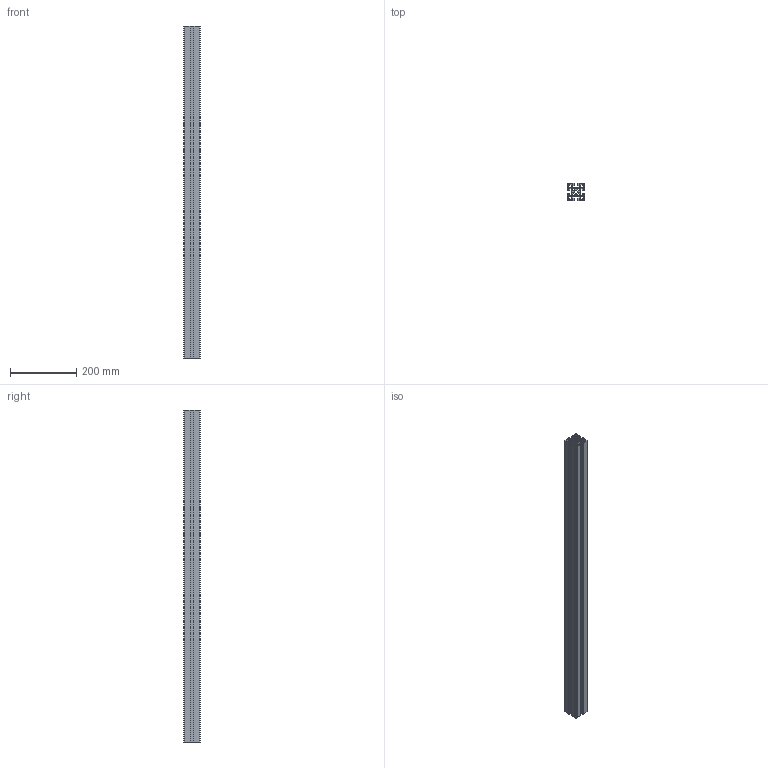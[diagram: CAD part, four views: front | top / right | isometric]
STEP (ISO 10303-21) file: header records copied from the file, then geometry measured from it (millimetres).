
FILE_DESCRIPTION(/* description */ (''),/* implementation_level */ '2;1');
FILE_NAME(/* name */ '81400_KriTec_Profil_10_50x50.stp',/* time_stamp */ '2016-06-28T17:09:33+02:00',/* author */ ('kostic'),/* organization */ (''),/* preprocessor_version */ 'ST-DEVELOPER v16.1',/* originating_system */ 'Autodesk Inventor 2016',/* authorisation */ '');
FILE_SCHEMA (('AUTOMOTIVE_DESIGN { 1 0 10303 214 3 1 1 }'));
Length unit declared in the file: millimetre
Products named in the file (1): 81400_KriTec_Profil_10_50x50
Bounding box: 50 x 50 x 1000 mm (x, y, z)
Volume: 933478.3 mm3; surface area: 725942.1 mm2
Topology: 1 solids, 1 shells, 178 faces, 528 edges, 352 vertices
Faces by surface type: plane 134, cylinder 44
Entity records: 5964 total; most frequent: CARTESIAN_POINT 1059, ORIENTED_EDGE 1056, DIRECTION 974, EDGE_CURVE 528, LINE 440, VECTOR 440, VERTEX_POINT 352, AXIS2_PLACEMENT_3D 267
